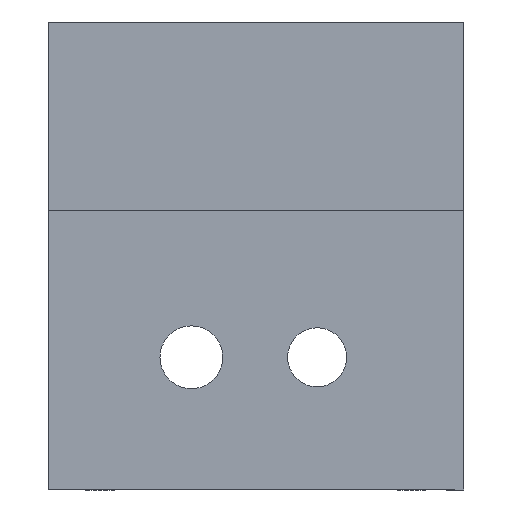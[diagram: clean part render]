
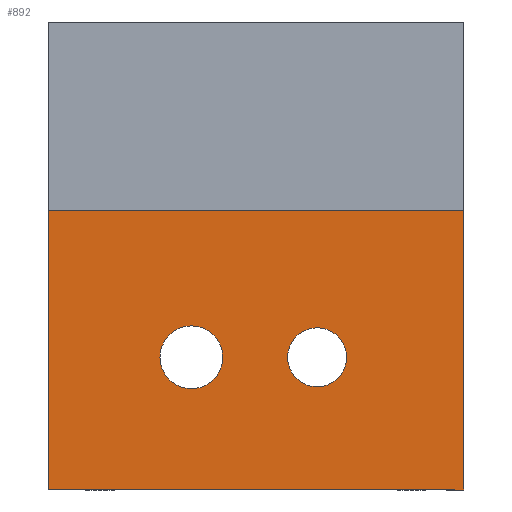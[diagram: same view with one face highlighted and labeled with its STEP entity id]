
A CAD part, left-side view. The second image highlights one B-rep face of the part: STEP entity #892.
In plain terms, the highlighted face is planar.
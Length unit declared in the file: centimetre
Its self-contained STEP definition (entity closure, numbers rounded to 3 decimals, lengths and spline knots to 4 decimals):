
#60=LINE('',#1450,#105);
#66=LINE('',#1487,#111);
#67=LINE('',#1490,#112);
#72=LINE('',#1518,#117);
#105=VECTOR('',#1189,5.95);
#111=VECTOR('',#1227,4.);
#112=VECTOR('',#1230,4.);
#117=VECTOR('',#1261,5.95);
#141=PLANE('',#1003);
#193=FACE_BOUND('',#353,.T.);
#194=FACE_BOUND('',#354,.T.);
#249=FACE_OUTER_BOUND('',#352,.T.);
#352=EDGE_LOOP('',(#791,#792,#793,#794));
#353=EDGE_LOOP('',(#795));
#354=EDGE_LOOP('',(#796));
#403=CIRCLE('',#967,0.45);
#426=CIRCLE('',#1004,0.4225);
#474=VERTEX_POINT('',#1429);
#481=VERTEX_POINT('',#1447);
#482=VERTEX_POINT('',#1449);
#497=VERTEX_POINT('',#1485);
#498=VERTEX_POINT('',#1489);
#509=VERTEX_POINT('',#1521);
#568=EDGE_CURVE('',#474,#474,#403,.T.);
#577=EDGE_CURVE('',#481,#482,#60,.T.);
#595=EDGE_CURVE('',#497,#481,#66,.T.);
#596=EDGE_CURVE('',#482,#498,#67,.T.);
#609=EDGE_CURVE('',#497,#498,#72,.T.);
#611=EDGE_CURVE('',#509,#509,#426,.T.);
#791=ORIENTED_EDGE('',*,*,#595,.F.);
#792=ORIENTED_EDGE('',*,*,#609,.T.);
#793=ORIENTED_EDGE('',*,*,#596,.F.);
#794=ORIENTED_EDGE('',*,*,#577,.F.);
#795=ORIENTED_EDGE('',*,*,#568,.T.);
#796=ORIENTED_EDGE('',*,*,#611,.T.);
#892=ADVANCED_FACE('',(#249,#193,#194),#141,.T.);
#967=AXIS2_PLACEMENT_3D('',#1430,#1171,#1172);
#1003=AXIS2_PLACEMENT_3D('',#1520,#1263,#1264);
#1004=AXIS2_PLACEMENT_3D('',#1522,#1265,#1266);
#1171=DIRECTION('center_axis',(0.,0.,-1.));
#1172=DIRECTION('ref_axis',(-1.,0.,0.));
#1189=DIRECTION('',(0.,-1.,0.));
#1227=DIRECTION('',(1.,0.,0.));
#1230=DIRECTION('',(-1.,0.,0.));
#1261=DIRECTION('',(0.,-1.,0.));
#1263=DIRECTION('center_axis',(0.,0.,1.));
#1264=DIRECTION('ref_axis',(1.,0.,0.));
#1265=DIRECTION('center_axis',(0.,0.,-1.));
#1266=DIRECTION('ref_axis',(1.,0.,0.));
#1429=CARTESIAN_POINT('',(5.05,-5.9,-0.1));
#1430=CARTESIAN_POINT('Origin',(4.6,-5.9,-0.1));
#1447=CARTESIAN_POINT('',(6.7,-3.85,-0.1));
#1449=CARTESIAN_POINT('',(6.7,-9.8,-0.1));
#1450=CARTESIAN_POINT('',(6.7,-7.91,-0.1));
#1485=CARTESIAN_POINT('',(2.7,-3.85,-0.1));
#1487=CARTESIAN_POINT('',(1.4,-3.85,-0.1));
#1489=CARTESIAN_POINT('',(2.7,-9.8,-0.1));
#1490=CARTESIAN_POINT('',(6.7,-9.8,-0.1));
#1518=CARTESIAN_POINT('',(2.7,-8.625,-0.1));
#1520=CARTESIAN_POINT('Origin',(4.3,-7.25,-0.1));
#1521=CARTESIAN_POINT('',(4.1775,-7.7,-0.1));
#1522=CARTESIAN_POINT('Origin',(4.6,-7.7,-0.1));
